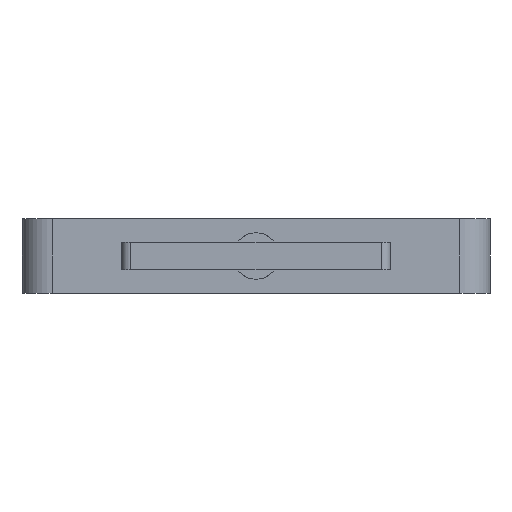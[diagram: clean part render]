
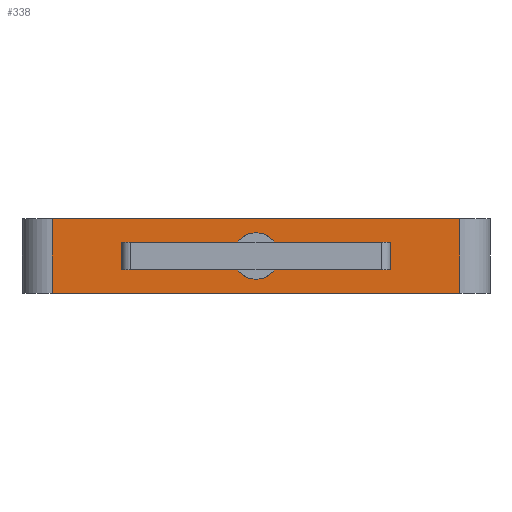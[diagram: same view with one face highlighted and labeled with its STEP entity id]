
A CAD part, front view. The second image highlights one B-rep face of the part: STEP entity #338.
In plain terms, the highlighted planar face has unit normal (0, -1, 0).
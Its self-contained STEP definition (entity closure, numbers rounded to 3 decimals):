
#122 = VERTEX_POINT('',#123);
#123 = CARTESIAN_POINT('',(-22.,-17.25,-8.));
#130 = EDGE_CURVE('',#131,#122,#133,.T.);
#131 = VERTEX_POINT('',#132);
#132 = CARTESIAN_POINT('',(-22.,-17.25,0.));
#133 = LINE('',#134,#135);
#134 = CARTESIAN_POINT('',(-22.,-17.25,0.));
#135 = VECTOR('',#136,1.);
#136 = DIRECTION('',(-0.,-0.,-1.));
#155 = EDGE_CURVE('',#131,#156,#158,.T.);
#156 = VERTEX_POINT('',#157);
#157 = CARTESIAN_POINT('',(22.,-17.25,0.));
#158 = LINE('',#159,#160);
#159 = CARTESIAN_POINT('',(-22.,-17.25,0.));
#160 = VECTOR('',#161,1.);
#161 = DIRECTION('',(1.,0.,0.));
#276 = EDGE_CURVE('',#122,#277,#279,.T.);
#277 = VERTEX_POINT('',#278);
#278 = CARTESIAN_POINT('',(22.,-17.25,-8.));
#279 = LINE('',#280,#281);
#280 = CARTESIAN_POINT('',(-22.,-17.25,-8.));
#281 = VECTOR('',#282,1.);
#282 = DIRECTION('',(1.,0.,0.));
#338 = ADVANCED_FACE('',(#339),#350,.T.);
#339 = FACE_BOUND('',#340,.T.);
#340 = EDGE_LOOP('',(#341,#342,#343,#349));
#341 = ORIENTED_EDGE('',*,*,#130,.T.);
#342 = ORIENTED_EDGE('',*,*,#276,.T.);
#343 = ORIENTED_EDGE('',*,*,#344,.F.);
#344 = EDGE_CURVE('',#156,#277,#345,.T.);
#345 = LINE('',#346,#347);
#346 = CARTESIAN_POINT('',(22.,-17.25,0.));
#347 = VECTOR('',#348,1.);
#348 = DIRECTION('',(-0.,-0.,-1.));
#349 = ORIENTED_EDGE('',*,*,#155,.F.);
#350 = PLANE('',#351);
#351 = AXIS2_PLACEMENT_3D('',#352,#353,#354);
#352 = CARTESIAN_POINT('',(-22.,-17.25,0.));
#353 = DIRECTION('',(0.,-1.,0.));
#354 = DIRECTION('',(1.,0.,0.));
